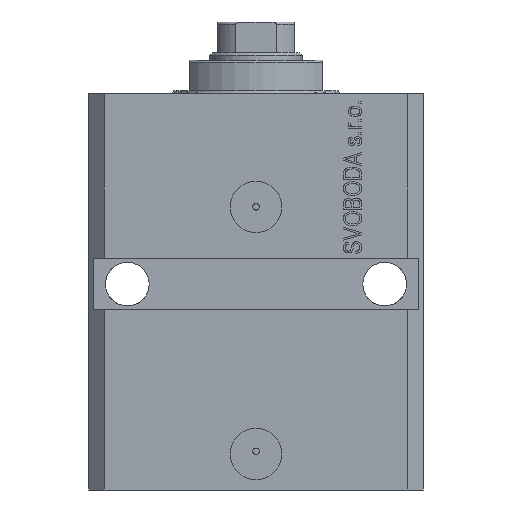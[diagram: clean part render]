
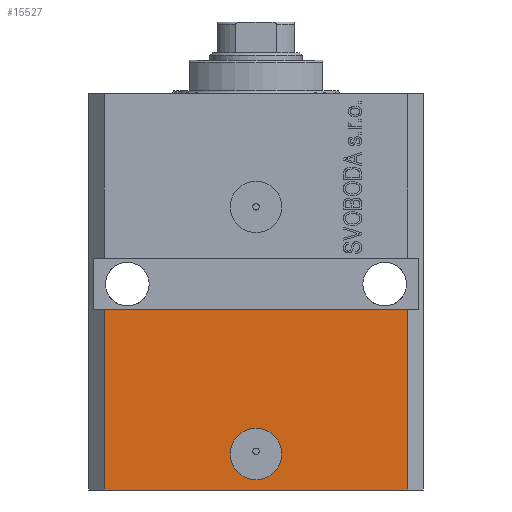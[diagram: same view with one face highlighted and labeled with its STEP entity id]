
A CAD part, front view. The second image highlights one B-rep face of the part: STEP entity #15527.
In plain terms, the highlighted planar face has unit normal (0, -1, 0).
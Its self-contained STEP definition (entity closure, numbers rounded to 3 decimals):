
#134 = LINE ( 'NONE', #13982, #41155 ) ;
#658 = AXIS2_PLACEMENT_3D ( 'NONE', #8170, #32049, #14988 ) ;
#932 = VERTEX_POINT ( 'NONE', #37266 ) ;
#3734 = CARTESIAN_POINT ( 'NONE',  ( -29.5, -22.5, -77. ) ) ;
#3954 = DIRECTION ( 'NONE',  ( 1., 0., 0. ) ) ;
#4040 = CARTESIAN_POINT ( 'NONE',  ( 29.5, -22.5, -42. ) ) ;
#4097 = EDGE_CURVE ( 'NONE', #6925, #37313, #44929, .T. ) ;
#4153 = EDGE_CURVE ( 'NONE', #28276, #38750, #32837, .T. ) ;
#5410 = ORIENTED_EDGE ( 'NONE', *, *, #37957, .F. ) ;
#5527 = EDGE_CURVE ( 'NONE', #37313, #6925, #39876, .T. ) ;
#6925 = VERTEX_POINT ( 'NONE', #23593 ) ;
#7127 = FACE_OUTER_BOUND ( 'NONE', #14448, .T. ) ;
#7404 = LINE ( 'NONE', #23808, #34264 ) ;
#8170 = CARTESIAN_POINT ( 'NONE',  ( 0., -22.5, -70. ) ) ;
#8398 = VERTEX_POINT ( 'NONE', #8960 ) ;
#8960 = CARTESIAN_POINT ( 'NONE',  ( -29.5, -22.5, -77. ) ) ;
#9873 = DIRECTION ( 'NONE',  ( 0., -1., 0. ) ) ;
#10164 = DIRECTION ( 'NONE',  ( 1., 0., 0. ) ) ;
#10765 = AXIS2_PLACEMENT_3D ( 'NONE', #43539, #22816, #15782 ) ;
#11918 = CARTESIAN_POINT ( 'NONE',  ( 29.5, -22.5, -77. ) ) ;
#13982 = CARTESIAN_POINT ( 'NONE',  ( -29.5, -22.5, -77. ) ) ;
#14448 = EDGE_LOOP ( 'NONE', ( #27276, #5410, #16996, #21439 ) ) ;
#14988 = DIRECTION ( 'NONE',  ( 1., 0., 0. ) ) ;
#15527 = ADVANCED_FACE ( 'NONE', ( #30787, #7127 ), #20992, .T. ) ;
#15782 = DIRECTION ( 'NONE',  ( 1., 0., 0. ) ) ;
#16996 = ORIENTED_EDGE ( 'NONE', *, *, #38772, .T. ) ;
#18962 = CARTESIAN_POINT ( 'NONE',  ( 29.5, -22.5, -77. ) ) ;
#20419 = CARTESIAN_POINT ( 'NONE',  ( -29.5, -22.5, -77. ) ) ;
#20992 = PLANE ( 'NONE',  #39728 ) ;
#21439 = ORIENTED_EDGE ( 'NONE', *, *, #4153, .T. ) ;
#22218 = ORIENTED_EDGE ( 'NONE', *, *, #5527, .F. ) ;
#22816 = DIRECTION ( 'NONE',  ( 0., -1., 0. ) ) ;
#23593 = CARTESIAN_POINT ( 'NONE',  ( 5., -22.5, -70. ) ) ;
#23808 = CARTESIAN_POINT ( 'NONE',  ( -32.5, -22.5, -42. ) ) ;
#23850 = VECTOR ( 'NONE', #26236, 1000. ) ;
#26236 = DIRECTION ( 'NONE',  ( 0., 0., 1. ) ) ;
#27276 = ORIENTED_EDGE ( 'NONE', *, *, #32413, .F. ) ;
#27837 = DIRECTION ( 'NONE',  ( 0., 0., 1. ) ) ;
#28276 = VERTEX_POINT ( 'NONE', #11918 ) ;
#30787 = FACE_BOUND ( 'NONE', #39279, .T. ) ;
#32049 = DIRECTION ( 'NONE',  ( 0., -1., 0. ) ) ;
#32413 = EDGE_CURVE ( 'NONE', #932, #38750, #7404, .T. ) ;
#32837 = LINE ( 'NONE', #18962, #23850 ) ;
#33838 = ORIENTED_EDGE ( 'NONE', *, *, #4097, .F. ) ;
#34264 = VECTOR ( 'NONE', #10164, 1000. ) ;
#34961 = DIRECTION ( 'NONE',  ( 1., 0., 0. ) ) ;
#35952 = CARTESIAN_POINT ( 'NONE',  ( -5., -22.5, -70. ) ) ;
#37266 = CARTESIAN_POINT ( 'NONE',  ( -29.5, -22.5, -42. ) ) ;
#37313 = VERTEX_POINT ( 'NONE', #35952 ) ;
#37957 = EDGE_CURVE ( 'NONE', #8398, #932, #134, .T. ) ;
#38750 = VERTEX_POINT ( 'NONE', #4040 ) ;
#38772 = EDGE_CURVE ( 'NONE', #8398, #28276, #41583, .T. ) ;
#39279 = EDGE_LOOP ( 'NONE', ( #33838, #22218 ) ) ;
#39722 = VECTOR ( 'NONE', #34961, 1000. ) ;
#39728 = AXIS2_PLACEMENT_3D ( 'NONE', #3734, #9873, #3954 ) ;
#39876 = CIRCLE ( 'NONE', #658, 5. ) ;
#41155 = VECTOR ( 'NONE', #27837, 1000. ) ;
#41583 = LINE ( 'NONE', #20419, #39722 ) ;
#43539 = CARTESIAN_POINT ( 'NONE',  ( 0., -22.5, -70. ) ) ;
#44929 = CIRCLE ( 'NONE', #10765, 5. ) ;
